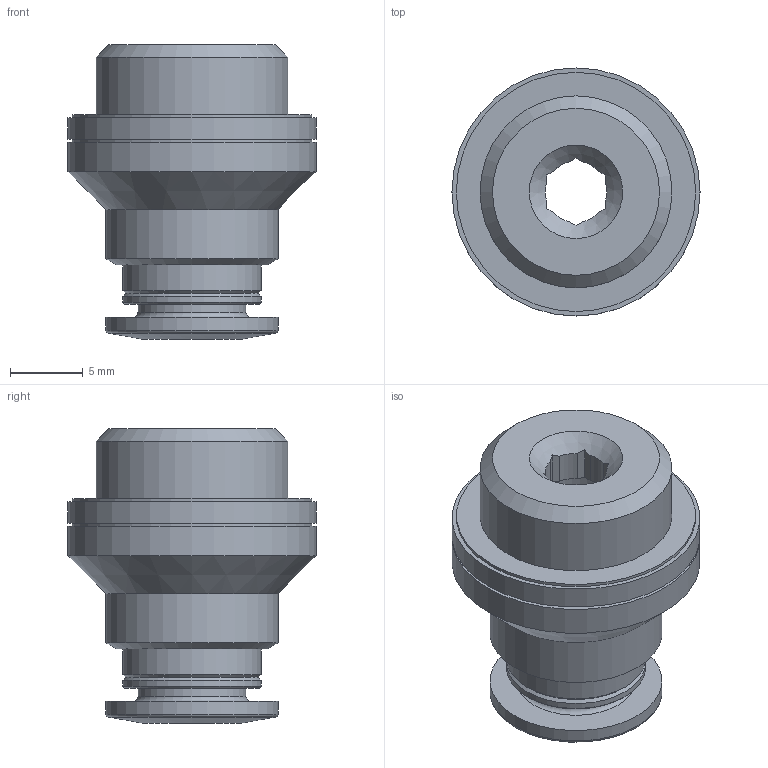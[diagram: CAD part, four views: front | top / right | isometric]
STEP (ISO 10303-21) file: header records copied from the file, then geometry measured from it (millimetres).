
FILE_DESCRIPTION(/* description */ ('STEP AP214'),/* implementation_level */ '2;1');
FILE_NAME(/* name */ '186108_QS-G1_4-6-I',/* time_stamp */ '2024-09-10T02:34:07+02:00',/* author */ ('License CC BY-ND 4.0'),/* organization */ ('CADENAS'),/* preprocessor_version */ 'ST-DEVELOPER v19.3',/* originating_system */ 'PARTsolutions',/* authorisation */ ' ');
FILE_SCHEMA (('AUTOMOTIVE_DESIGN {1 0 10303 214 3 1 1}'));
Length unit declared in the file: millimetre
Products named in the file (1): 186108 QS-G1/4-6-I
Bounding box: 17 x 17 x 20.2 mm (x, y, z)
Volume: 2193.3 mm3; surface area: 1644.2 mm2
Topology: 1 solids, 1 shells, 49 faces, 108 edges, 68 vertices
Faces by surface type: plane 21, cylinder 17, cone 8, torus 3
Full cylindrical faces by diameter (mm): 6 x1, 7.4 x1, 9.5 x2, 11.8 x2, 13.157 x1, 16.4 x2, 17 x2
Entity records: 1603 total; most frequent: CARTESIAN_POINT 236, DIRECTION 214, ORIENTED_EDGE 168, AXIS2_PLACEMENT_3D 92, EDGE_CURVE 84, EDGE_LOOP 80, FACE_BOUND 80, VERTEX_POINT 66
